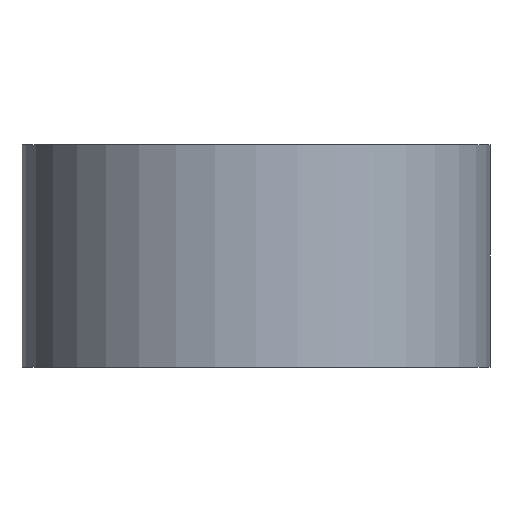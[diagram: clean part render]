
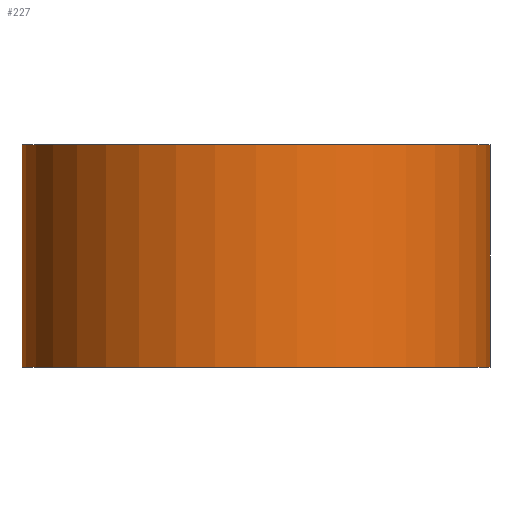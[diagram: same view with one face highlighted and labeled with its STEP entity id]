
A CAD part, front view. The second image highlights one B-rep face of the part: STEP entity #227.
In plain terms, the highlighted cylindrical face has radius 10 mm (diameter 20 mm), a full revolution.
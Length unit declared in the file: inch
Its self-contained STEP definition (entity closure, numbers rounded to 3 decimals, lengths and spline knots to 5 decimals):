
#2 = ORIENTED_EDGE ( 'NONE', *, *, #74, .F. ) ;
#26 = CARTESIAN_POINT ( 'NONE',  ( 0., 0., 0.375 ) ) ;
#40 = DIRECTION ( 'NONE',  ( 0., 0., -1. ) ) ;
#43 = EDGE_LOOP ( 'NONE', ( #2 ) ) ;
#66 = VERTEX_POINT ( 'NONE', #211 ) ;
#74 = EDGE_CURVE ( 'NONE', #191, #191, #181, .T. ) ;
#103 = CARTESIAN_POINT ( 'NONE',  ( 0., 0., 0.375 ) ) ;
#121 = EDGE_LOOP ( 'NONE', ( #176 ) ) ;
#126 = CARTESIAN_POINT ( 'NONE',  ( 0., 0., 0. ) ) ;
#130 = CIRCLE ( 'NONE', #299, 0.3937 ) ;
#159 = DIRECTION ( 'NONE',  ( -1., 0., 0. ) ) ;
#164 = CARTESIAN_POINT ( 'NONE',  ( 0.3937, 0., 0.375 ) ) ;
#174 = EDGE_CURVE ( 'NONE', #66, #66, #130, .T. ) ;
#176 = ORIENTED_EDGE ( 'NONE', *, *, #174, .T. ) ;
#181 = CIRCLE ( 'NONE', #218, 0.3937 ) ;
#183 = FACE_OUTER_BOUND ( 'NONE', #43, .T. ) ;
#191 = VERTEX_POINT ( 'NONE', #164 ) ;
#200 = DIRECTION ( 'NONE',  ( 0., 0., 1. ) ) ;
#211 = CARTESIAN_POINT ( 'NONE',  ( 0.3937, 0., 0. ) ) ;
#218 = AXIS2_PLACEMENT_3D ( 'NONE', #26, #264, #241 ) ;
#226 = AXIS2_PLACEMENT_3D ( 'NONE', #103, #40, #159 ) ;
#227 = ADVANCED_FACE ( 'NONE', ( #183, #300 ), #244, .T. ) ;
#241 = DIRECTION ( 'NONE',  ( 1., 0., 0. ) ) ;
#244 = CYLINDRICAL_SURFACE ( 'NONE', #226, 0.3937 ) ;
#264 = DIRECTION ( 'NONE',  ( 0., 0., 1. ) ) ;
#282 = DIRECTION ( 'NONE',  ( 1., 0., 0. ) ) ;
#299 = AXIS2_PLACEMENT_3D ( 'NONE', #126, #200, #282 ) ;
#300 = FACE_OUTER_BOUND ( 'NONE', #121, .T. ) ;
